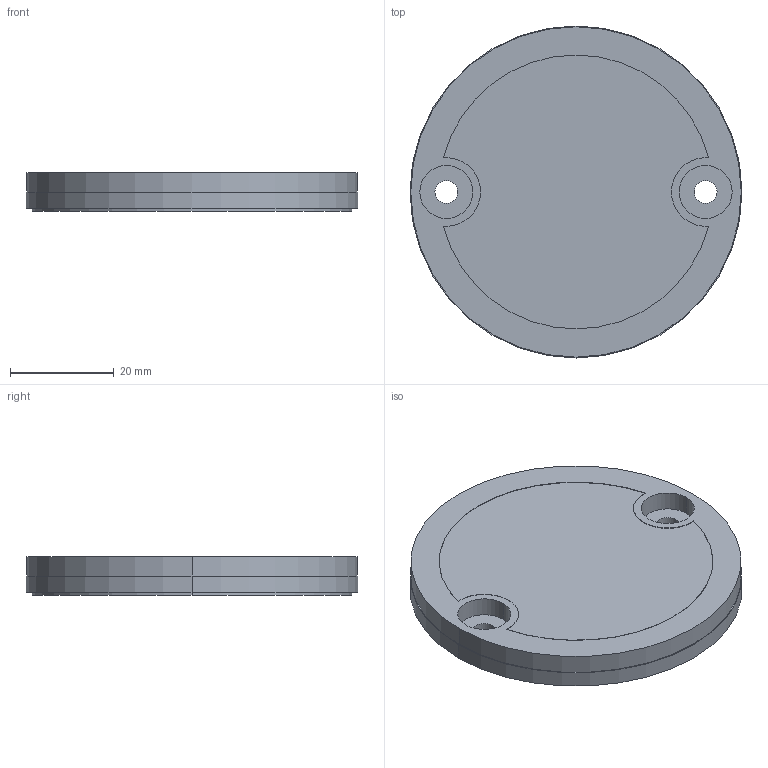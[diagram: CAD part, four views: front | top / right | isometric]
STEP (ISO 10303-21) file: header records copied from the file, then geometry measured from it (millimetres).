
FILE_DESCRIPTION((''),'2;1');
FILE_NAME('E165-20_CW_K04','2017-06-13T',('cmozuch'),(''),'PRO/ENGINEER BY PARAMETRIC TECHNOLOGY CORPORATION, 2015440','PRO/ENGINEER BY PARAMETRIC TECHNOLOGY CORPORATION, 2015440','');
FILE_SCHEMA(('CONFIG_CONTROL_DESIGN'));
Length unit declared in the file: millimetre
Products named in the file (1): E165-20_CW_K04
Bounding box: 64 x 64 x 7.5 mm (x, y, z)
Volume: 22993.9 mm3; surface area: 8230.8 mm2
Topology: 1 solids, 1 shells, 26 faces, 57 edges, 38 vertices
Faces by surface type: cylinder 19, plane 7
Entity records: 1141 total; most frequent: DIRECTION 147, CARTESIAN_POINT 121, ORIENTED_EDGE 114, AXIS2_PLACEMENT_3D 64, EDGE_CURVE 57, FILL_AREA_STYLE_COLOUR 52, FILL_AREA_STYLE 52, SURFACE_STYLE_FILL_AREA 52
